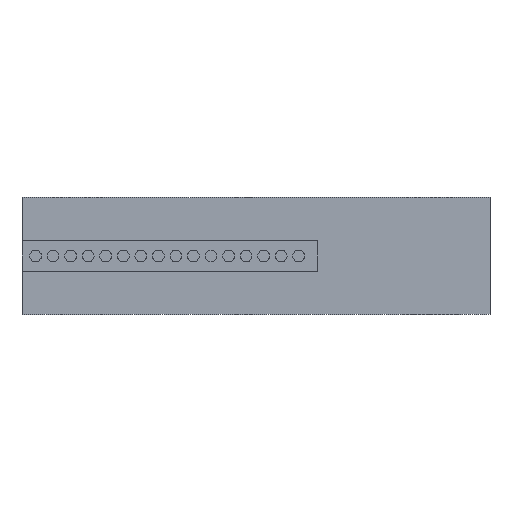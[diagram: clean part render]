
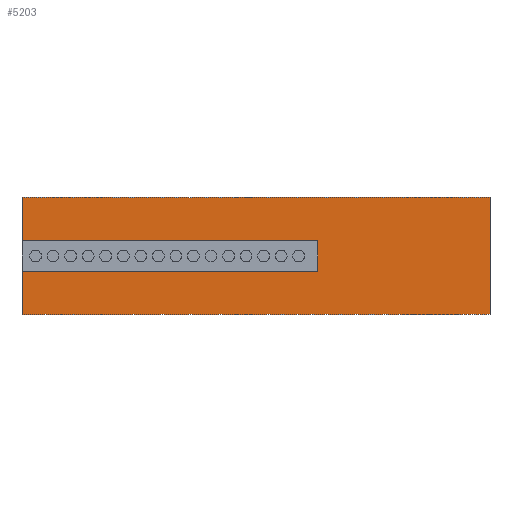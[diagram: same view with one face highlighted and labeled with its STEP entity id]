
A CAD part, left-side view. The second image highlights one B-rep face of the part: STEP entity #5203.
In plain terms, the highlighted planar face has unit normal (-1, 0, 0).
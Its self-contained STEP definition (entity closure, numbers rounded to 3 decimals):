
#266 = VERTEX_POINT ( 'NONE', #8816 ) ;
#476 = LINE ( 'NONE', #8967, #8803 ) ;
#547 = VECTOR ( 'NONE', #3004, 1000. ) ;
#695 = CARTESIAN_POINT ( 'NONE',  ( -10., 10., -2.5 ) ) ;
#1389 = CARTESIAN_POINT ( 'NONE',  ( -10., -2.643, -0.65 ) ) ;
#1735 = EDGE_CURVE ( 'NONE', #266, #9852, #8885, .T. ) ;
#1806 = VERTEX_POINT ( 'NONE', #12628 ) ;
#2101 = CARTESIAN_POINT ( 'NONE',  ( -10., -2.643, -0.65 ) ) ;
#2173 = VECTOR ( 'NONE', #13785, 1000. ) ;
#2216 = DIRECTION ( 'NONE',  ( 0., -1., 0. ) ) ;
#2477 = EDGE_CURVE ( 'NONE', #8402, #4860, #10927, .T. ) ;
#2742 = CARTESIAN_POINT ( 'NONE',  ( -10., -10., 2.5 ) ) ;
#3004 = DIRECTION ( 'NONE',  ( 0., 0., -1. ) ) ;
#3418 = CARTESIAN_POINT ( 'NONE',  ( -10., 10., -0.65 ) ) ;
#3587 = VECTOR ( 'NONE', #4880, 1000. ) ;
#3657 = VECTOR ( 'NONE', #13202, 1000. ) ;
#3856 = EDGE_LOOP ( 'NONE', ( #6886, #4882, #12183, #6470, #12419, #11875, #9606, #12437 ) ) ;
#4102 = VERTEX_POINT ( 'NONE', #4184 ) ;
#4128 = CARTESIAN_POINT ( 'NONE',  ( -10., -10., 2.5 ) ) ;
#4184 = CARTESIAN_POINT ( 'NONE',  ( -10., -2.643, 0.65 ) ) ;
#4860 = VERTEX_POINT ( 'NONE', #2742 ) ;
#4880 = DIRECTION ( 'NONE',  ( 0., 0., -1. ) ) ;
#4882 = ORIENTED_EDGE ( 'NONE', *, *, #7674, .F. ) ;
#4999 = LINE ( 'NONE', #7075, #2173 ) ;
#5152 = VECTOR ( 'NONE', #9011, 1000. ) ;
#5178 = CARTESIAN_POINT ( 'NONE',  ( -10., -10., -2.5 ) ) ;
#5203 = ADVANCED_FACE ( 'NONE', ( #9004 ), #14293, .F. ) ;
#5933 = EDGE_CURVE ( 'NONE', #9852, #1806, #9494, .T. ) ;
#6044 = CARTESIAN_POINT ( 'NONE',  ( -10., 10., 0.65 ) ) ;
#6178 = DIRECTION ( 'NONE',  ( 0., -1., 0. ) ) ;
#6470 = ORIENTED_EDGE ( 'NONE', *, *, #5933, .T. ) ;
#6849 = LINE ( 'NONE', #2101, #3657 ) ;
#6886 = ORIENTED_EDGE ( 'NONE', *, *, #13017, .F. ) ;
#7075 = CARTESIAN_POINT ( 'NONE',  ( -10., 10., 2.5 ) ) ;
#7674 = EDGE_CURVE ( 'NONE', #266, #12802, #8187, .T. ) ;
#7765 = DIRECTION ( 'NONE',  ( 1., 0., 0. ) ) ;
#8187 = LINE ( 'NONE', #3418, #5152 ) ;
#8402 = VERTEX_POINT ( 'NONE', #8631 ) ;
#8631 = CARTESIAN_POINT ( 'NONE',  ( -10., 10., 2.5 ) ) ;
#8803 = VECTOR ( 'NONE', #14450, 1000. ) ;
#8816 = CARTESIAN_POINT ( 'NONE',  ( -10., 10., -0.65 ) ) ;
#8885 = LINE ( 'NONE', #11607, #3587 ) ;
#8967 = CARTESIAN_POINT ( 'NONE',  ( -10., 10., 0.65 ) ) ;
#9004 = FACE_OUTER_BOUND ( 'NONE', #3856, .T. ) ;
#9011 = DIRECTION ( 'NONE',  ( 0., -1., 0. ) ) ;
#9360 = AXIS2_PLACEMENT_3D ( 'NONE', #14435, #7765, #11119 ) ;
#9494 = LINE ( 'NONE', #5178, #14536 ) ;
#9606 = ORIENTED_EDGE ( 'NONE', *, *, #10410, .T. ) ;
#9852 = VERTEX_POINT ( 'NONE', #695 ) ;
#10410 = EDGE_CURVE ( 'NONE', #8402, #12873, #4999, .T. ) ;
#10927 = LINE ( 'NONE', #12194, #14244 ) ;
#11119 = DIRECTION ( 'NONE',  ( 0., 0., -1. ) ) ;
#11312 = LINE ( 'NONE', #4128, #547 ) ;
#11607 = CARTESIAN_POINT ( 'NONE',  ( -10., 10., 2.5 ) ) ;
#11875 = ORIENTED_EDGE ( 'NONE', *, *, #2477, .F. ) ;
#12183 = ORIENTED_EDGE ( 'NONE', *, *, #1735, .T. ) ;
#12194 = CARTESIAN_POINT ( 'NONE',  ( -10., -10., 2.5 ) ) ;
#12419 = ORIENTED_EDGE ( 'NONE', *, *, #14321, .F. ) ;
#12437 = ORIENTED_EDGE ( 'NONE', *, *, #12551, .F. ) ;
#12551 = EDGE_CURVE ( 'NONE', #4102, #12873, #476, .T. ) ;
#12628 = CARTESIAN_POINT ( 'NONE',  ( -10., -10., -2.5 ) ) ;
#12802 = VERTEX_POINT ( 'NONE', #1389 ) ;
#12873 = VERTEX_POINT ( 'NONE', #6044 ) ;
#13017 = EDGE_CURVE ( 'NONE', #12802, #4102, #6849, .T. ) ;
#13202 = DIRECTION ( 'NONE',  ( 0., 0., 1. ) ) ;
#13785 = DIRECTION ( 'NONE',  ( 0., 0., -1. ) ) ;
#14244 = VECTOR ( 'NONE', #2216, 1000. ) ;
#14293 = PLANE ( 'NONE',  #9360 ) ;
#14321 = EDGE_CURVE ( 'NONE', #4860, #1806, #11312, .T. ) ;
#14435 = CARTESIAN_POINT ( 'NONE',  ( -10., -10., 2.5 ) ) ;
#14450 = DIRECTION ( 'NONE',  ( 0., 1., 0. ) ) ;
#14536 = VECTOR ( 'NONE', #6178, 1000. ) ;
